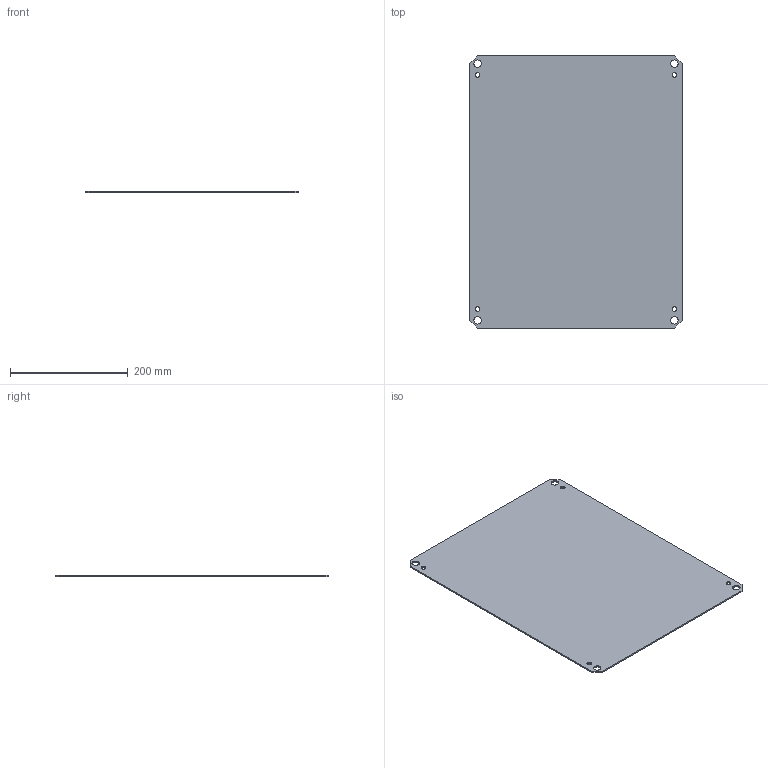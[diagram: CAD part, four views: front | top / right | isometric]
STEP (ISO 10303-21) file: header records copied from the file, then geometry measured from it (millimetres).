
FILE_DESCRIPTION(/* description */ ('PERFORATED PANEL,ULTIMATE,CS,18.2 X 14.2'),/* implementation_level */ '2;1');
FILE_NAME(/* name */ 'NP2016CPP.stp',/* time_stamp */ '2016-12-01T11:12:56-06:00',/* author */ ('bbirch1'),/* organization */ (''),/* preprocessor_version */ 'ST-DEVELOPER v16.1',/* originating_system */ 'Autodesk Inventor 2016',/* authorisation */ '');
FILE_SCHEMA (('AUTOMOTIVE_DESIGN { 1 0 10303 214 3 1 1 }'));
Length unit declared in the file: inch
Products named in the file (1): NP2016CPP
Bounding box: 360.68 x 462.28 x 2.38 mm (x, y, z)
Volume: 394592 mm3; surface area: 335881.9 mm2
Topology: 1 solids, 1 shells, 18 faces, 48 edges, 32 vertices
Faces by surface type: plane 10, cylinder 8
Full cylindrical faces by diameter (mm): 7.938 x4, 12.7 x4
Entity records: 604 total; most frequent: DIRECTION 94, CARTESIAN_POINT 91, ORIENTED_EDGE 80, EDGE_LOOP 42, EDGE_CURVE 40, AXIS2_PLACEMENT_3D 35, VERTEX_POINT 32, LINE 24
